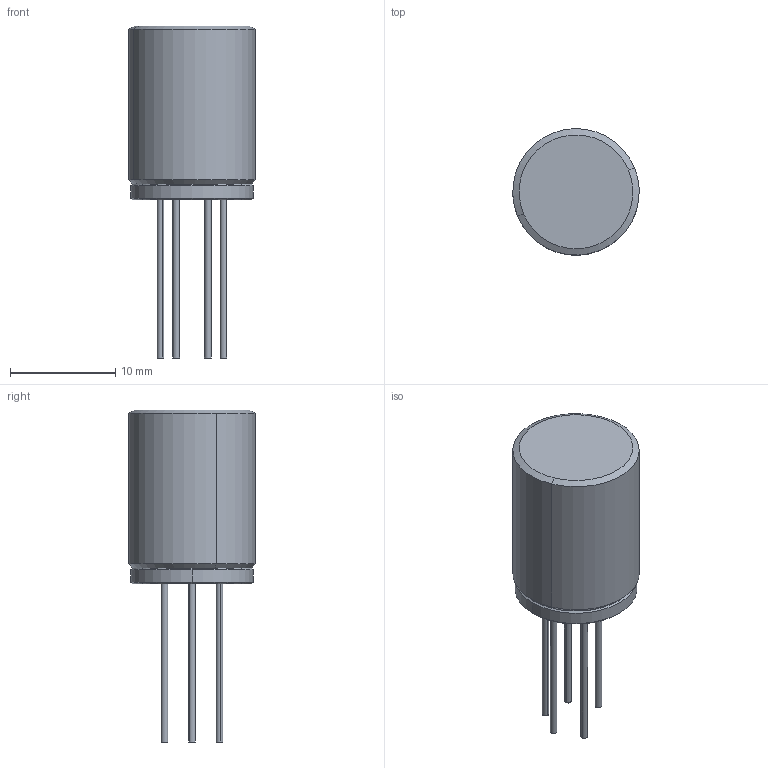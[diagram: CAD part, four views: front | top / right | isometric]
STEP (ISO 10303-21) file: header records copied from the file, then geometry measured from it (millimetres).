
FILE_DESCRIPTION (( 'STEP AP203' ), '1' );
FILE_NAME ('O2S-FR-T3.STEP', '2019-02-11T09:10:40', ( '' ), ( '' ), 'SwSTEP 2.0', 'SolidWorks 2018', '' );
FILE_SCHEMA (( 'CONFIG_CONTROL_DESIGN' ));
Length unit declared in the file: millimetre
Products named in the file (1): O2S-FR-T3
Bounding box: 11.99 x 11.99 x 31.5 mm (x, y, z)
Volume: 1869.7 mm3; surface area: 989.4 mm2
Topology: 1 solids, 1 shells, 45 faces, 88 edges, 56 vertices
Faces by surface type: cone 18, cylinder 14, plane 13
Entity records: 1251 total; most frequent: DIRECTION 236, CARTESIAN_POINT 190, ORIENTED_EDGE 176, AXIS2_PLACEMENT_3D 102, EDGE_CURVE 88, CIRCLE 56, VERTEX_POINT 56, EDGE_LOOP 56
